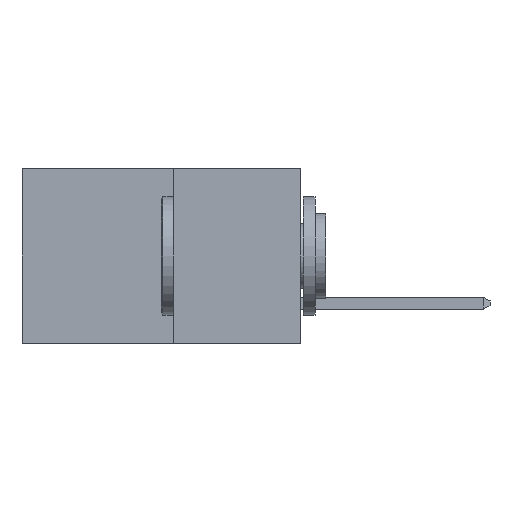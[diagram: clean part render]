
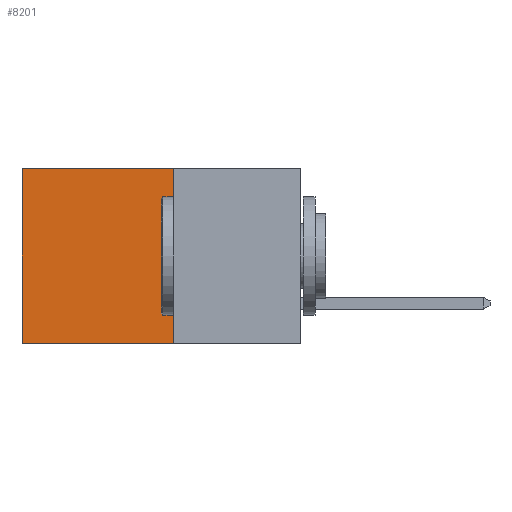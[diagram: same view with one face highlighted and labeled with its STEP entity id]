
A CAD part, left-side view. The second image highlights one B-rep face of the part: STEP entity #8201.
In plain terms, the highlighted planar face has unit normal (-1, 0, 0).
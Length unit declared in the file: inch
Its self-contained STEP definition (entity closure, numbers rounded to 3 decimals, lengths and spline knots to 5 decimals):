
#86 = CARTESIAN_POINT ( 'NONE',  ( 0.277, 0.27, -0.37 ) ) ;
#112 = EDGE_CURVE ( 'NONE', #6014, #1839, #3746, .T. ) ;
#324 = CARTESIAN_POINT ( 'NONE',  ( 0.277, 0.27, -0.37 ) ) ;
#895 = EDGE_LOOP ( 'NONE', ( #3511, #7037, #6510, #7857 ) ) ;
#1101 = AXIS2_PLACEMENT_3D ( 'NONE', #324, #2980, #7461 ) ;
#1411 = EDGE_CURVE ( 'NONE', #5072, #1951, #6747, .T. ) ;
#1745 = CARTESIAN_POINT ( 'NONE',  ( 0.277, 0.59, -0.37 ) ) ;
#1804 = CARTESIAN_POINT ( 'NONE',  ( 0.277, 0.59, 0. ) ) ;
#1839 = VERTEX_POINT ( 'NONE', #1745 ) ;
#1951 = VERTEX_POINT ( 'NONE', #1804 ) ;
#1979 = VECTOR ( 'NONE', #5407, 39.37008 ) ;
#2980 = DIRECTION ( 'NONE',  ( 1., 0., 0. ) ) ;
#3083 = EDGE_CURVE ( 'NONE', #1951, #1839, #6411, .T. ) ;
#3240 = EDGE_CURVE ( 'NONE', #5072, #6014, #5225, .T. ) ;
#3511 = ORIENTED_EDGE ( 'NONE', *, *, #3083, .T. ) ;
#3746 = LINE ( 'NONE', #6758, #5257 ) ;
#4329 = CARTESIAN_POINT ( 'NONE',  ( 0.277, 0.27, -0.37 ) ) ;
#4655 = VECTOR ( 'NONE', #7916, 39.37008 ) ;
#4727 = VECTOR ( 'NONE', #7395, 39.37008 ) ;
#4970 = FACE_OUTER_BOUND ( 'NONE', #895, .T. ) ;
#5072 = VERTEX_POINT ( 'NONE', #5577 ) ;
#5225 = LINE ( 'NONE', #4329, #1979 ) ;
#5257 = VECTOR ( 'NONE', #5596, 39.37008 ) ;
#5407 = DIRECTION ( 'NONE',  ( 0., 0., -1. ) ) ;
#5546 = PLANE ( 'NONE',  #1101 ) ;
#5577 = CARTESIAN_POINT ( 'NONE',  ( 0.277, 0.27, 0. ) ) ;
#5596 = DIRECTION ( 'NONE',  ( 0., 1., 0. ) ) ;
#6014 = VERTEX_POINT ( 'NONE', #86 ) ;
#6411 = LINE ( 'NONE', #6708, #4727 ) ;
#6510 = ORIENTED_EDGE ( 'NONE', *, *, #3240, .F. ) ;
#6708 = CARTESIAN_POINT ( 'NONE',  ( 0.277, 0.59, -0.37 ) ) ;
#6747 = LINE ( 'NONE', #7643, #4655 ) ;
#6758 = CARTESIAN_POINT ( 'NONE',  ( 0.277, 0.27, -0.37 ) ) ;
#7037 = ORIENTED_EDGE ( 'NONE', *, *, #112, .F. ) ;
#7395 = DIRECTION ( 'NONE',  ( 0., 0., -1. ) ) ;
#7461 = DIRECTION ( 'NONE',  ( 0., 0., -1. ) ) ;
#7643 = CARTESIAN_POINT ( 'NONE',  ( 0.277, 0.27, 0. ) ) ;
#7857 = ORIENTED_EDGE ( 'NONE', *, *, #1411, .T. ) ;
#7916 = DIRECTION ( 'NONE',  ( 0., 1., 0. ) ) ;
#8201 = ADVANCED_FACE ( 'NONE', ( #4970 ), #5546, .F. ) ;
